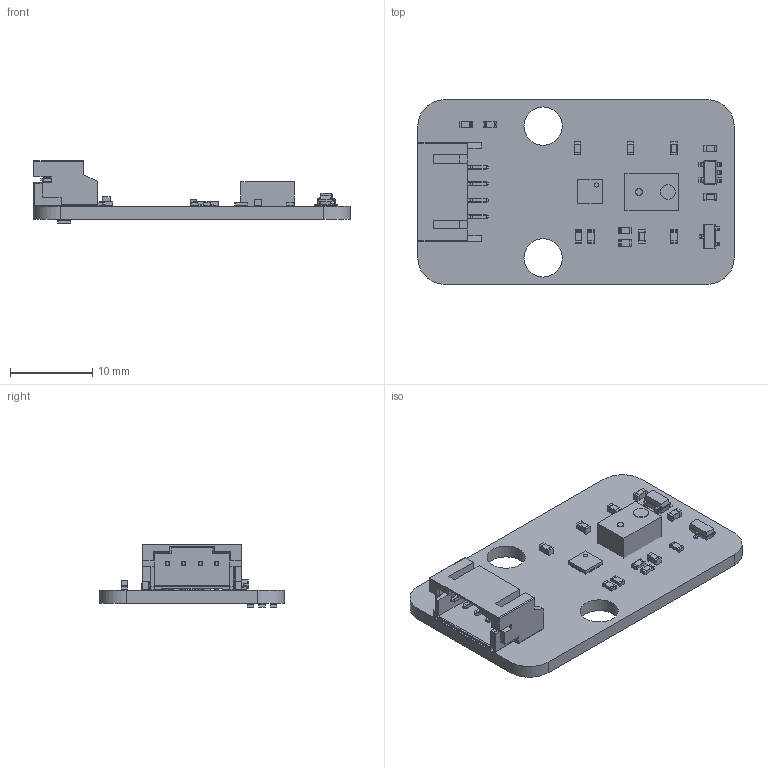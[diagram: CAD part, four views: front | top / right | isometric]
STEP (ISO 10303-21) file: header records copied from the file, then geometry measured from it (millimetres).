
FILE_DESCRIPTION(('KiCad electronic assembly'),'2;1');
FILE_NAME('Gesture_Sensor_YS4009.step','2025-12-09T02:35:20',('Pcbnew'), ('Kicad'),'Open CASCADE STEP processor 7.8','KiCad to STEP converter', 'Unknown');
FILE_SCHEMA(('AUTOMOTIVE_DESIGN { 1 0 10303 214 1 1 1 1 }'));
Length unit declared in the file: millimetre
Products named in the file (18): Gesture_Sensor_YS4009 1; SOT-23; SOT_23; User Library-PH2_0-4PWB; User Library-PH2.0-4PWB; C_0603_1608Metric; R_0603_1608Metric; SOT-23-5; SOT_23_5; YS4009; EasyEDA PCB Model~9HVP; LED_0603_1608Metric_Castellated; UQFN-20-1EP_3x3mm_P0.4mm_EP1.85x1.85mm; UQFN-20-1EP_3x3mm_Pitch0.4mm; _autosave-Gesture_Sensor_YS4009_PCB
Assembly tree (33 placements, depth 3):
  Gesture_Sensor_YS4009 1
    SOT-23  x2
      SOT_23
    User Library-PH2_0-4PWB
      User Library-PH2.0-4PWB
    C_0603_1608Metric  x6
      C_0603_1608Metric
    R_0603_1608Metric  x9
      R_0603_1608Metric
    SOT-23-5  x2
      SOT_23_5
    YS4009
      EasyEDA PCB Model~9HVP
    LED_0603_1608Metric_Castellated  x2
      LED_0603_1608Metric_Castellated
    UQFN-20-1EP_3x3mm_P0.4mm_EP1.85x1.85mm
      UQFN-20-1EP_3x3mm_Pitch0.4mm
    _autosave-Gesture_Sensor_YS4009_PCB
Bounding box: 38.4 x 22.4 x 7.65 mm (x, y, z)
Volume: 1632.5 mm3; surface area: 2875.8 mm2
Topology: 34 solids, 34 shells, 1696 faces, 4430 edges, 2846 vertices
Faces by surface type: plane 1093, cylinder 388, bspline 179, torus 32, sphere 4
Full cylindrical faces by diameter (mm): 0.5 x1, 0.8 x1, 1.8 x1, 4.65 x2
Entity records: 37915 total; most frequent: CARTESIAN_POINT 7676, ORIENTED_EDGE 5928, DIRECTION 5018, EDGE_CURVE 2964, LINE 2278, VECTOR 2278, VERTEX_POINT 1912, AXIS2_PLACEMENT_3D 1370
